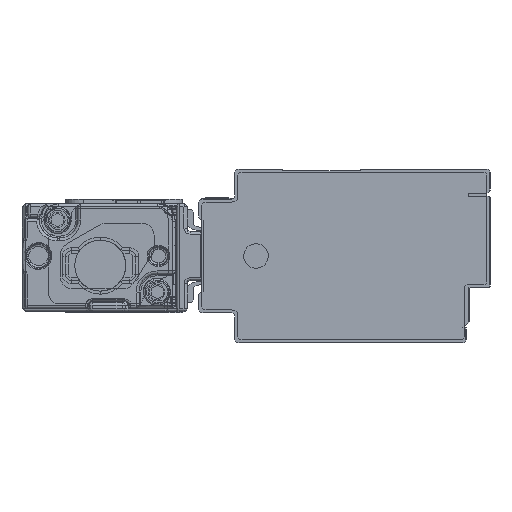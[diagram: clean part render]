
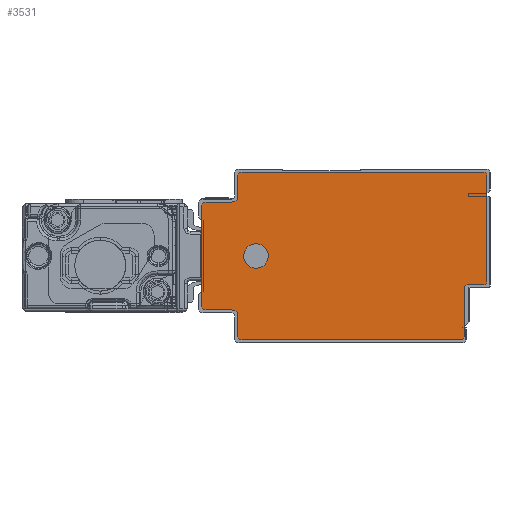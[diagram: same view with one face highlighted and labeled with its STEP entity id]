
A CAD part, left-side view. The second image highlights one B-rep face of the part: STEP entity #3531.
In plain terms, the highlighted planar face has unit normal (-1, 0, 0).
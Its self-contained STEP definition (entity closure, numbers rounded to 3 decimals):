
#1595=AXIS2_PLACEMENT_3D('Circle Axis2P3D',#1593,#1594,$) ;
#1633=AXIS2_PLACEMENT_3D('Circle Axis2P3D',#1631,#1632,$) ;
#1671=AXIS2_PLACEMENT_3D('Circle Axis2P3D',#1669,#1670,$) ;
#1709=AXIS2_PLACEMENT_3D('Circle Axis2P3D',#1707,#1708,$) ;
#3401=AXIS2_PLACEMENT_3D('Circle Axis2P3D',#3399,#3400,$) ;
#3421=AXIS2_PLACEMENT_3D('Plane Axis2P3D',#3418,#3419,#3420) ;
#3425=AXIS2_PLACEMENT_3D('Circle Axis2P3D',#3423,#3424,$) ;
#3439=AXIS2_PLACEMENT_3D('Circle Axis2P3D',#3437,#3438,$) ;
#3453=AXIS2_PLACEMENT_3D('Circle Axis2P3D',#3451,#3452,$) ;
#3467=AXIS2_PLACEMENT_3D('Circle Axis2P3D',#3465,#3466,$) ;
#3481=AXIS2_PLACEMENT_3D('Circle Axis2P3D',#3479,#3480,$) ;
#3515=AXIS2_PLACEMENT_3D('Circle Axis2P3D',#3513,#3514,$) ;
#3524=AXIS2_PLACEMENT_3D('Circle Axis2P3D',#3522,#3523,$) ;
#1551=CARTESIAN_POINT('Line Origine',(-1775.5,-3.5,19.1)) ;
#1555=CARTESIAN_POINT('Vertex',(-1775.5,-3.5,28.)) ;
#1557=CARTESIAN_POINT('Vertex',(-1775.5,-3.5,10.2)) ;
#1593=CARTESIAN_POINT('Axis2P3D Location',(-1775.5,-3.,28.)) ;
#1597=CARTESIAN_POINT('Vertex',(-1775.5,-3.,28.5)) ;
#1612=CARTESIAN_POINT('Line Origine',(-1775.5,17.25,28.5)) ;
#1616=CARTESIAN_POINT('Vertex',(-1775.5,37.5,28.5)) ;
#1631=CARTESIAN_POINT('Axis2P3D Location',(-1775.5,37.5,28.)) ;
#1635=CARTESIAN_POINT('Vertex',(-1775.5,38.,28.)) ;
#1650=CARTESIAN_POINT('Line Origine',(-1775.5,38.,26.25)) ;
#1654=CARTESIAN_POINT('Vertex',(-1775.5,38.,24.5)) ;
#1669=CARTESIAN_POINT('Axis2P3D Location',(-1775.5,39.,24.5)) ;
#1673=CARTESIAN_POINT('Vertex',(-1775.5,39.,23.5)) ;
#1688=CARTESIAN_POINT('Line Origine',(-1775.5,41.25,23.5)) ;
#1692=CARTESIAN_POINT('Vertex',(-1775.5,43.5,23.5)) ;
#1707=CARTESIAN_POINT('Axis2P3D Location',(-1775.5,43.5,23.)) ;
#1711=CARTESIAN_POINT('Vertex',(-1775.5,44.,23.)) ;
#1726=CARTESIAN_POINT('Line Origine',(-1775.5,44.,14.5)) ;
#1730=CARTESIAN_POINT('Vertex',(-1775.5,44.,6.)) ;
#3399=CARTESIAN_POINT('Axis2P3D Location',(-1775.5,-3.,10.2)) ;
#3403=CARTESIAN_POINT('Vertex',(-1775.5,-3.,9.7)) ;
#3418=CARTESIAN_POINT('Axis2P3D Location',(-1775.5,0.,0.)) ;
#3423=CARTESIAN_POINT('Axis2P3D Location',(-1775.5,43.5,6.)) ;
#3427=CARTESIAN_POINT('Vertex',(-1775.5,43.5,5.5)) ;
#3430=CARTESIAN_POINT('Line Origine',(-1775.5,41.25,5.5)) ;
#3434=CARTESIAN_POINT('Vertex',(-1775.5,39.,5.5)) ;
#3437=CARTESIAN_POINT('Axis2P3D Location',(-1775.5,39.,4.5)) ;
#3441=CARTESIAN_POINT('Vertex',(-1775.5,38.,4.5)) ;
#3444=CARTESIAN_POINT('Line Origine',(-1775.5,38.,2.75)) ;
#3448=CARTESIAN_POINT('Vertex',(-1775.5,38.,1.)) ;
#3451=CARTESIAN_POINT('Axis2P3D Location',(-1775.5,37.5,1.)) ;
#3455=CARTESIAN_POINT('Vertex',(-1775.5,37.5,0.5)) ;
#3458=CARTESIAN_POINT('Line Origine',(-1775.5,19.15,0.5)) ;
#3462=CARTESIAN_POINT('Vertex',(-1775.5,0.8,0.5)) ;
#3465=CARTESIAN_POINT('Axis2P3D Location',(-1775.5,0.8,1.)) ;
#3469=CARTESIAN_POINT('Vertex',(-1775.5,0.3,1.)) ;
#3472=CARTESIAN_POINT('Line Origine',(-1775.5,0.3,5.1)) ;
#3476=CARTESIAN_POINT('Vertex',(-1775.5,0.3,9.2)) ;
#3479=CARTESIAN_POINT('Axis2P3D Location',(-1775.5,-0.2,9.2)) ;
#3483=CARTESIAN_POINT('Vertex',(-1775.5,-0.2,9.7)) ;
#3486=CARTESIAN_POINT('Line Origine',(-1775.5,-1.6,9.7)) ;
#3513=CARTESIAN_POINT('Axis2P3D Location',(-1775.5,35.,14.5)) ;
#3517=CARTESIAN_POINT('Vertex',(-1775.5,33.186,13.509)) ;
#3519=CARTESIAN_POINT('Vertex',(-1775.5,36.814,15.491)) ;
#3522=CARTESIAN_POINT('Axis2P3D Location',(-1775.5,35.,14.5)) ;
#1552=DIRECTION('Vector Direction',(0.,0.,-1.)) ;
#1594=DIRECTION('Axis2P3D Direction',(1.,0.,0.)) ;
#1613=DIRECTION('Vector Direction',(0.,1.,0.)) ;
#1632=DIRECTION('Axis2P3D Direction',(1.,0.,0.)) ;
#1651=DIRECTION('Vector Direction',(0.,0.,1.)) ;
#1670=DIRECTION('Axis2P3D Direction',(1.,0.,0.)) ;
#1689=DIRECTION('Vector Direction',(0.,1.,0.)) ;
#1708=DIRECTION('Axis2P3D Direction',(1.,0.,0.)) ;
#1727=DIRECTION('Vector Direction',(0.,0.,1.)) ;
#3400=DIRECTION('Axis2P3D Direction',(1.,0.,0.)) ;
#3419=DIRECTION('Axis2P3D Direction',(1.,0.,0.)) ;
#3420=DIRECTION('Axis2P3D XDirection',(0.,1.,0.)) ;
#3424=DIRECTION('Axis2P3D Direction',(1.,0.,0.)) ;
#3431=DIRECTION('Vector Direction',(0.,-1.,0.)) ;
#3438=DIRECTION('Axis2P3D Direction',(1.,0.,0.)) ;
#3445=DIRECTION('Vector Direction',(0.,0.,1.)) ;
#3452=DIRECTION('Axis2P3D Direction',(1.,0.,0.)) ;
#3459=DIRECTION('Vector Direction',(0.,-1.,0.)) ;
#3466=DIRECTION('Axis2P3D Direction',(1.,0.,0.)) ;
#3473=DIRECTION('Vector Direction',(0.,0.,-1.)) ;
#3480=DIRECTION('Axis2P3D Direction',(1.,0.,0.)) ;
#3487=DIRECTION('Vector Direction',(0.,1.,0.)) ;
#3514=DIRECTION('Axis2P3D Direction',(1.,0.,0.)) ;
#3523=DIRECTION('Axis2P3D Direction',(1.,0.,0.)) ;
#1553=VECTOR('Line Direction',#1552,1.) ;
#1614=VECTOR('Line Direction',#1613,1.) ;
#1652=VECTOR('Line Direction',#1651,1.) ;
#1690=VECTOR('Line Direction',#1689,1.) ;
#1728=VECTOR('Line Direction',#1727,1.) ;
#3432=VECTOR('Line Direction',#3431,1.) ;
#3446=VECTOR('Line Direction',#3445,1.) ;
#3460=VECTOR('Line Direction',#3459,1.) ;
#3474=VECTOR('Line Direction',#3473,1.) ;
#3488=VECTOR('Line Direction',#3487,1.) ;
#3492=ORIENTED_EDGE('',*,*,#1618,.F.) ;
#3493=ORIENTED_EDGE('',*,*,#1637,.F.) ;
#3494=ORIENTED_EDGE('',*,*,#1656,.F.) ;
#3495=ORIENTED_EDGE('',*,*,#1675,.F.) ;
#3496=ORIENTED_EDGE('',*,*,#1694,.F.) ;
#3497=ORIENTED_EDGE('',*,*,#1713,.F.) ;
#3498=ORIENTED_EDGE('',*,*,#1732,.F.) ;
#3499=ORIENTED_EDGE('',*,*,#3429,.F.) ;
#3500=ORIENTED_EDGE('',*,*,#3436,.F.) ;
#3501=ORIENTED_EDGE('',*,*,#3443,.F.) ;
#3502=ORIENTED_EDGE('',*,*,#3450,.F.) ;
#3503=ORIENTED_EDGE('',*,*,#3457,.F.) ;
#3504=ORIENTED_EDGE('',*,*,#3464,.F.) ;
#3505=ORIENTED_EDGE('',*,*,#3471,.F.) ;
#3506=ORIENTED_EDGE('',*,*,#3478,.F.) ;
#3507=ORIENTED_EDGE('',*,*,#3485,.F.) ;
#3508=ORIENTED_EDGE('',*,*,#3490,.F.) ;
#3509=ORIENTED_EDGE('',*,*,#3405,.F.) ;
#3510=ORIENTED_EDGE('',*,*,#1559,.F.) ;
#3511=ORIENTED_EDGE('',*,*,#1599,.F.) ;
#3528=ORIENTED_EDGE('',*,*,#3521,.T.) ;
#3529=ORIENTED_EDGE('',*,*,#3526,.T.) ;
#3530=FACE_BOUND('',#3527,.T.) ;
#3531=ADVANCED_FACE('\X2\FF8EFF9EFF83FF9EFF68FF70\X0\.2',(#3512,#3530),#3422,.F.) ;
#1596=CIRCLE('generated circle',#1595,0.5) ;
#1634=CIRCLE('generated circle',#1633,0.5) ;
#1672=CIRCLE('generated circle',#1671,1.) ;
#1710=CIRCLE('generated circle',#1709,0.5) ;
#3402=CIRCLE('generated circle',#3401,0.5) ;
#3426=CIRCLE('generated circle',#3425,0.5) ;
#3440=CIRCLE('generated circle',#3439,1.) ;
#3454=CIRCLE('generated circle',#3453,0.5) ;
#3468=CIRCLE('generated circle',#3467,0.5) ;
#3482=CIRCLE('generated circle',#3481,0.5) ;
#3516=CIRCLE('generated circle',#3515,2.067) ;
#3525=CIRCLE('generated circle',#3524,2.067) ;
#1559=EDGE_CURVE('',#1556,#1558,#1554,.T.) ;
#1599=EDGE_CURVE('',#1598,#1556,#1596,.T.) ;
#1618=EDGE_CURVE('',#1617,#1598,#1615,.F.) ;
#1637=EDGE_CURVE('',#1636,#1617,#1634,.T.) ;
#1656=EDGE_CURVE('',#1655,#1636,#1653,.T.) ;
#1675=EDGE_CURVE('',#1674,#1655,#1672,.F.) ;
#1694=EDGE_CURVE('',#1693,#1674,#1691,.F.) ;
#1713=EDGE_CURVE('',#1712,#1693,#1710,.T.) ;
#1732=EDGE_CURVE('',#1731,#1712,#1729,.T.) ;
#3405=EDGE_CURVE('',#1558,#3404,#3402,.T.) ;
#3429=EDGE_CURVE('',#3428,#1731,#3426,.T.) ;
#3436=EDGE_CURVE('',#3435,#3428,#3433,.F.) ;
#3443=EDGE_CURVE('',#3442,#3435,#3440,.F.) ;
#3450=EDGE_CURVE('',#3449,#3442,#3447,.T.) ;
#3457=EDGE_CURVE('',#3456,#3449,#3454,.T.) ;
#3464=EDGE_CURVE('',#3463,#3456,#3461,.F.) ;
#3471=EDGE_CURVE('',#3470,#3463,#3468,.T.) ;
#3478=EDGE_CURVE('',#3477,#3470,#3475,.T.) ;
#3485=EDGE_CURVE('',#3484,#3477,#3482,.F.) ;
#3490=EDGE_CURVE('',#3404,#3484,#3489,.T.) ;
#3521=EDGE_CURVE('',#3518,#3520,#3516,.T.) ;
#3526=EDGE_CURVE('',#3520,#3518,#3525,.T.) ;
#3491=EDGE_LOOP('',(#3492,#3493,#3494,#3495,#3496,#3497,#3498,#3499,#3500,#3501,#3502,#3503,#3504,#3505,#3506,#3507,#3508,#3509,#3510,#3511)) ;
#3527=EDGE_LOOP('',(#3528,#3529)) ;
#3512=FACE_OUTER_BOUND('',#3491,.T.) ;
#1554=LINE('Line',#1551,#1553) ;
#1615=LINE('Line',#1612,#1614) ;
#1653=LINE('Line',#1650,#1652) ;
#1691=LINE('Line',#1688,#1690) ;
#1729=LINE('Line',#1726,#1728) ;
#3433=LINE('Line',#3430,#3432) ;
#3447=LINE('Line',#3444,#3446) ;
#3461=LINE('Line',#3458,#3460) ;
#3475=LINE('Line',#3472,#3474) ;
#3489=LINE('Line',#3486,#3488) ;
#3422=PLANE('Plane',#3421) ;
#1556=VERTEX_POINT('',#1555) ;
#1558=VERTEX_POINT('',#1557) ;
#1598=VERTEX_POINT('',#1597) ;
#1617=VERTEX_POINT('',#1616) ;
#1636=VERTEX_POINT('',#1635) ;
#1655=VERTEX_POINT('',#1654) ;
#1674=VERTEX_POINT('',#1673) ;
#1693=VERTEX_POINT('',#1692) ;
#1712=VERTEX_POINT('',#1711) ;
#1731=VERTEX_POINT('',#1730) ;
#3404=VERTEX_POINT('',#3403) ;
#3428=VERTEX_POINT('',#3427) ;
#3435=VERTEX_POINT('',#3434) ;
#3442=VERTEX_POINT('',#3441) ;
#3449=VERTEX_POINT('',#3448) ;
#3456=VERTEX_POINT('',#3455) ;
#3463=VERTEX_POINT('',#3462) ;
#3470=VERTEX_POINT('',#3469) ;
#3477=VERTEX_POINT('',#3476) ;
#3484=VERTEX_POINT('',#3483) ;
#3518=VERTEX_POINT('',#3517) ;
#3520=VERTEX_POINT('',#3519) ;
